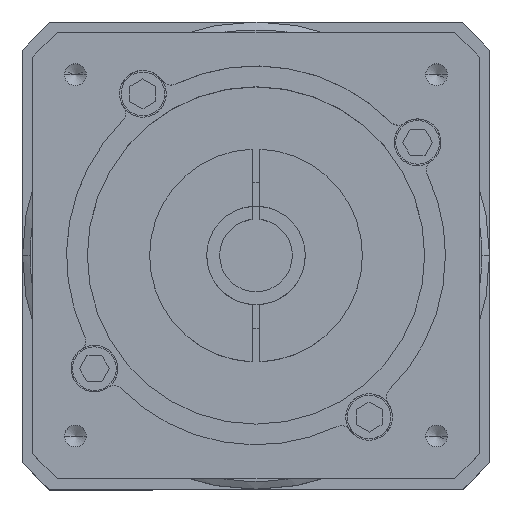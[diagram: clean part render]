
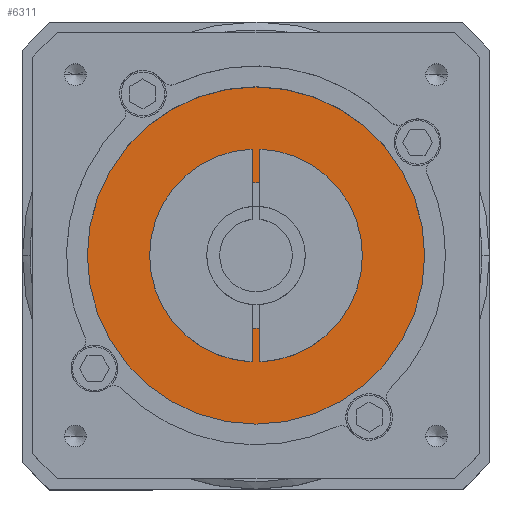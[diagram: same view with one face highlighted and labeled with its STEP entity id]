
A CAD part, top view. The second image highlights one B-rep face of the part: STEP entity #6311.
In plain terms, the highlighted planar face has unit normal (0, 0, 1).
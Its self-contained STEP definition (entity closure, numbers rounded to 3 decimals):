
#267 = CARTESIAN_POINT ( 'NONE',  ( 14., 0., 89. ) ) ;
#443 = CARTESIAN_POINT ( 'NONE',  ( -14., 0., 89. ) ) ;
#492 = AXIS2_PLACEMENT_3D ( 'NONE', #5005, #1542, #5594 ) ;
#730 = DIRECTION ( 'NONE',  ( 0., 0., 1. ) ) ;
#983 = DIRECTION ( 'NONE',  ( 0., 0., 1. ) ) ;
#1007 = CIRCLE ( 'NONE', #492, 32.5 ) ;
#1124 = AXIS2_PLACEMENT_3D ( 'NONE', #7040, #730, #4789 ) ;
#1213 = EDGE_LOOP ( 'NONE', ( #7133, #1800 ) ) ;
#1542 = DIRECTION ( 'NONE',  ( 0., 0., 1. ) ) ;
#1657 = VERTEX_POINT ( 'NONE', #2477 ) ;
#1742 = VERTEX_POINT ( 'NONE', #267 ) ;
#1800 = ORIENTED_EDGE ( 'NONE', *, *, #5353, .T. ) ;
#1913 = EDGE_CURVE ( 'NONE', #6114, #1742, #5930, .T. ) ;
#2477 = CARTESIAN_POINT ( 'NONE',  ( -32.5, 0., 89. ) ) ;
#2538 = AXIS2_PLACEMENT_3D ( 'NONE', #2805, #6802, #3399 ) ;
#2624 = AXIS2_PLACEMENT_3D ( 'NONE', #4457, #983, #5027 ) ;
#2739 = VERTEX_POINT ( 'NONE', #6994 ) ;
#2805 = CARTESIAN_POINT ( 'NONE',  ( 0., 0., 89. ) ) ;
#3310 = CARTESIAN_POINT ( 'NONE',  ( 0., 0., 89. ) ) ;
#3399 = DIRECTION ( 'NONE',  ( 1., 0., 0. ) ) ;
#3886 = DIRECTION ( 'NONE',  ( 1., 0., 0. ) ) ;
#4407 = CIRCLE ( 'NONE', #2538, 14. ) ;
#4457 = CARTESIAN_POINT ( 'NONE',  ( 0., 0., 89. ) ) ;
#4789 = DIRECTION ( 'NONE',  ( 1., 0., 0. ) ) ;
#4903 = EDGE_CURVE ( 'NONE', #2739, #1657, #1007, .T. ) ;
#5005 = CARTESIAN_POINT ( 'NONE',  ( 0., 0., 89. ) ) ;
#5027 = DIRECTION ( 'NONE',  ( 1., 0., 0. ) ) ;
#5081 = EDGE_LOOP ( 'NONE', ( #5259, #6272 ) ) ;
#5259 = ORIENTED_EDGE ( 'NONE', *, *, #1913, .F. ) ;
#5353 = EDGE_CURVE ( 'NONE', #1657, #2739, #5763, .T. ) ;
#5594 = DIRECTION ( 'NONE',  ( 1., 0., 0. ) ) ;
#5763 = CIRCLE ( 'NONE', #2624, 32.5 ) ;
#5888 = PLANE ( 'NONE',  #1124 ) ;
#5930 = CIRCLE ( 'NONE', #6177, 14. ) ;
#6114 = VERTEX_POINT ( 'NONE', #443 ) ;
#6177 = AXIS2_PLACEMENT_3D ( 'NONE', #3310, #7295, #3886 ) ;
#6272 = ORIENTED_EDGE ( 'NONE', *, *, #6613, .F. ) ;
#6311 = ADVANCED_FACE ( 'NONE', ( #7076, #6534 ), #5888, .T. ) ;
#6534 = FACE_BOUND ( 'NONE', #5081, .T. ) ;
#6613 = EDGE_CURVE ( 'NONE', #1742, #6114, #4407, .T. ) ;
#6802 = DIRECTION ( 'NONE',  ( 0., 0., 1. ) ) ;
#6994 = CARTESIAN_POINT ( 'NONE',  ( 32.5, 0., 89. ) ) ;
#7040 = CARTESIAN_POINT ( 'NONE',  ( 0., 0., 89. ) ) ;
#7076 = FACE_OUTER_BOUND ( 'NONE', #1213, .T. ) ;
#7133 = ORIENTED_EDGE ( 'NONE', *, *, #4903, .T. ) ;
#7295 = DIRECTION ( 'NONE',  ( 0., 0., 1. ) ) ;
